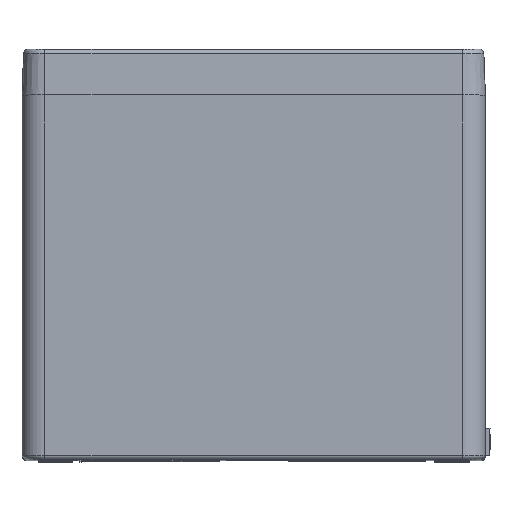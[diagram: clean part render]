
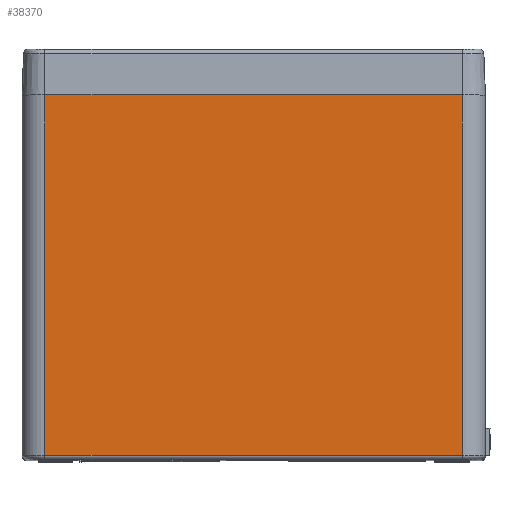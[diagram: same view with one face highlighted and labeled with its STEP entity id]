
A CAD part, top view. The second image highlights one B-rep face of the part: STEP entity #38370.
In plain terms, the highlighted planar face has unit normal (0, 0, 1).
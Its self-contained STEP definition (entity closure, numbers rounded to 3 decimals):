
#2511 = DIRECTION ( 'NONE',  ( 0., 1., 0. ) ) ;
#2512 = CARTESIAN_POINT ( 'NONE',  ( 91., -159., 116. ) ) ;
#2515 = DIRECTION ( 'NONE',  ( 0., -1., 0. ) ) ;
#2517 = CARTESIAN_POINT ( 'NONE',  ( -91., -159., 116. ) ) ;
#2519 = DIRECTION ( 'NONE',  ( 1., 0., 0. ) ) ;
#2521 = CARTESIAN_POINT ( 'NONE',  ( 91., -157., 116. ) ) ;
#2596 = DIRECTION ( 'NONE',  ( 1., 0., 0. ) ) ;
#2598 = CARTESIAN_POINT ( 'NONE',  ( -101., 0., 116. ) ) ;
#34239 = CARTESIAN_POINT ( 'NONE',  ( -91., 0., 116. ) ) ;
#34241 = CARTESIAN_POINT ( 'NONE',  ( 91., 0., 116. ) ) ;
#34253 = CARTESIAN_POINT ( 'NONE',  ( -91., -157., 116. ) ) ;
#34255 = CARTESIAN_POINT ( 'NONE',  ( 91., -157., 116. ) ) ;
#37782 = EDGE_CURVE ( 'NONE', #90246, #90268, #98862, .T. ) ;
#37813 = EDGE_CURVE ( 'NONE', #90375, #90377, #98873, .T. ) ;
#37815 = EDGE_CURVE ( 'NONE', #90246, #90375, #98874, .T. ) ;
#37817 = EDGE_CURVE ( 'NONE', #90377, #90268, #98875, .T. ) ;
#38370 = ADVANCED_FACE ( 'NONE', ( #99103 ), #102340, .T. ) ;
#72617 = ORIENTED_EDGE ( 'NONE', *, *, #37815, .T. ) ;
#72618 = ORIENTED_EDGE ( 'NONE', *, *, #37817, .T. ) ;
#72619 = ORIENTED_EDGE ( 'NONE', *, *, #37813, .T. ) ;
#72620 = ORIENTED_EDGE ( 'NONE', *, *, #37782, .F. ) ;
#74483 = EDGE_LOOP ( 'NONE', ( #72617, #72619, #72618, #72620 ) ) ;
#90246 = VERTEX_POINT ( 'NONE', #34239 ) ;
#90268 = VERTEX_POINT ( 'NONE', #34241 ) ;
#90375 = VERTEX_POINT ( 'NONE', #34253 ) ;
#90377 = VERTEX_POINT ( 'NONE', #34255 ) ;
#98862 = LINE ( 'NONE', #2598, #100699 ) ;
#98873 = LINE ( 'NONE', #2521, #100719 ) ;
#98874 = LINE ( 'NONE', #2517, #100720 ) ;
#98875 = LINE ( 'NONE', #2512, #100721 ) ;
#99103 = FACE_OUTER_BOUND ( 'NONE', #74483, .T. ) ;
#100699 = VECTOR ( 'NONE', #2596, 1000. ) ;
#100719 = VECTOR ( 'NONE', #2519, 1000. ) ;
#100720 = VECTOR ( 'NONE', #2515, 1000. ) ;
#100721 = VECTOR ( 'NONE', #2511, 1000. ) ;
#101073 = AXIS2_PLACEMENT_3D ( 'NONE', #102341, #102342, #102343 ) ;
#102340 = PLANE ( 'NONE',  #101073 ) ;
#102341 = CARTESIAN_POINT ( 'NONE',  ( -101., -159., 116. ) ) ;
#102342 = DIRECTION ( 'NONE',  ( 0., 0., 1. ) ) ;
#102343 = DIRECTION ( 'NONE',  ( 1., 0., 0. ) ) ;
